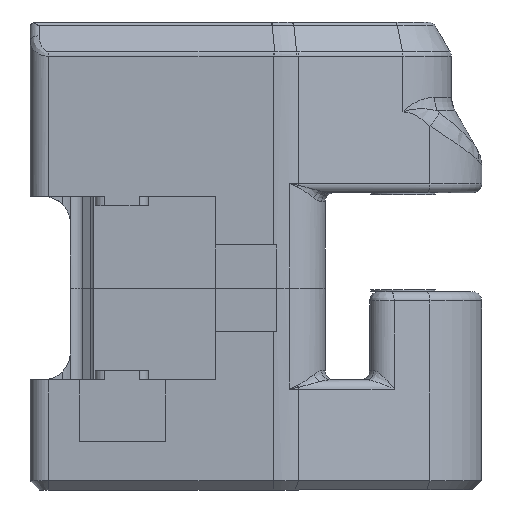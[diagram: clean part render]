
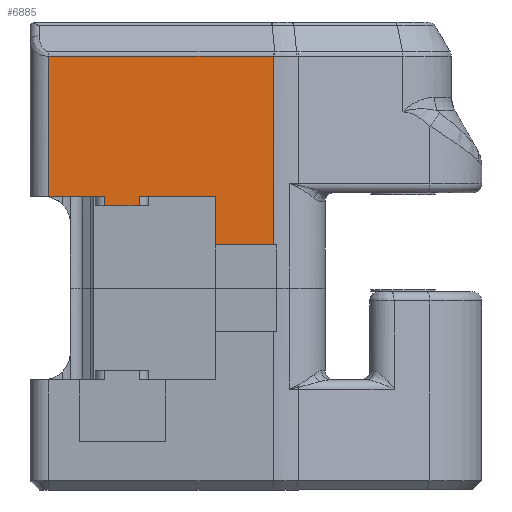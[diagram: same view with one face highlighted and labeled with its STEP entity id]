
A CAD part, left-side view. The second image highlights one B-rep face of the part: STEP entity #6885.
In plain terms, the highlighted planar face has unit normal (-1, 0, 0).
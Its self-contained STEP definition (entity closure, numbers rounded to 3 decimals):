
#205=PLANE('',#7369);
#427=FACE_OUTER_BOUND('',#852,.T.);
#852=EDGE_LOOP('',(#4861,#4862,#4863,#4864,#4865,#4866,#4867,#4868,#4869,
#4870));
#1328=LINE('',#10220,#1949);
#1412=LINE('',#10630,#2033);
#1413=LINE('',#10634,#2034);
#1414=LINE('',#10636,#2035);
#1415=LINE('',#10638,#2036);
#1416=LINE('',#10640,#2037);
#1417=LINE('',#10642,#2038);
#1418=LINE('',#10644,#2039);
#1419=LINE('',#10646,#2040);
#1420=LINE('',#10647,#2041);
#1949=VECTOR('',#8063,10.);
#2033=VECTOR('',#8321,10.);
#2034=VECTOR('',#8326,10.);
#2035=VECTOR('',#8327,10.);
#2036=VECTOR('',#8328,10.);
#2037=VECTOR('',#8329,10.);
#2038=VECTOR('',#8330,10.);
#2039=VECTOR('',#8331,10.);
#2040=VECTOR('',#8332,10.);
#2041=VECTOR('',#8333,10.);
#2914=VERTEX_POINT('',#10217);
#2915=VERTEX_POINT('',#10219);
#3039=VERTEX_POINT('',#10629);
#3040=VERTEX_POINT('',#10633);
#3041=VERTEX_POINT('',#10635);
#3042=VERTEX_POINT('',#10637);
#3043=VERTEX_POINT('',#10639);
#3044=VERTEX_POINT('',#10641);
#3045=VERTEX_POINT('',#10643);
#3046=VERTEX_POINT('',#10645);
#3572=EDGE_CURVE('',#2915,#2914,#1328,.T.);
#3728=EDGE_CURVE('',#2915,#3039,#1412,.T.);
#3730=EDGE_CURVE('',#3040,#2914,#1413,.T.);
#3731=EDGE_CURVE('',#3041,#3040,#1414,.T.);
#3732=EDGE_CURVE('',#3042,#3041,#1415,.T.);
#3733=EDGE_CURVE('',#3042,#3043,#1416,.T.);
#3734=EDGE_CURVE('',#3043,#3044,#1417,.T.);
#3735=EDGE_CURVE('',#3045,#3044,#1418,.T.);
#3736=EDGE_CURVE('',#3045,#3046,#1419,.T.);
#3737=EDGE_CURVE('',#3046,#3039,#1420,.T.);
#4861=ORIENTED_EDGE('',*,*,#3728,.F.);
#4862=ORIENTED_EDGE('',*,*,#3572,.T.);
#4863=ORIENTED_EDGE('',*,*,#3730,.F.);
#4864=ORIENTED_EDGE('',*,*,#3731,.F.);
#4865=ORIENTED_EDGE('',*,*,#3732,.F.);
#4866=ORIENTED_EDGE('',*,*,#3733,.T.);
#4867=ORIENTED_EDGE('',*,*,#3734,.T.);
#4868=ORIENTED_EDGE('',*,*,#3735,.F.);
#4869=ORIENTED_EDGE('',*,*,#3736,.T.);
#4870=ORIENTED_EDGE('',*,*,#3737,.T.);
#6885=ADVANCED_FACE('',(#427),#205,.T.);
#7369=AXIS2_PLACEMENT_3D('',#10632,#8324,#8325);
#8063=DIRECTION('',(0.,-1.,0.));
#8321=DIRECTION('',(0.,0.,1.));
#8324=DIRECTION('center_axis',(-1.,0.,0.));
#8325=DIRECTION('ref_axis',(0.,-1.,0.));
#8326=DIRECTION('',(0.,0.,1.));
#8327=DIRECTION('',(0.,1.,0.));
#8328=DIRECTION('',(0.,0.,-1.));
#8329=DIRECTION('',(0.,-1.,0.));
#8330=DIRECTION('',(0.,0.,-1.));
#8331=DIRECTION('',(0.,1.,0.));
#8332=DIRECTION('',(0.,0.,1.));
#8333=DIRECTION('',(0.,1.,0.));
#10217=CARTESIAN_POINT('',(354.,37.8,-20.));
#10219=CARTESIAN_POINT('',(354.,43.9,-20.));
#10220=CARTESIAN_POINT('',(354.,17.981,-20.));
#10629=CARTESIAN_POINT('',(354.,43.9,-4.732));
#10630=CARTESIAN_POINT('',(354.,43.9,-20.));
#10632=CARTESIAN_POINT('Origin',(354.,43.9,-20.));
#10633=CARTESIAN_POINT('',(354.,37.8,-21.));
#10634=CARTESIAN_POINT('',(354.,37.8,-10.5));
#10635=CARTESIAN_POINT('',(354.,34.,-21.));
#10636=CARTESIAN_POINT('',(354.,33.,-21.));
#10637=CARTESIAN_POINT('',(354.,34.,-20.));
#10638=CARTESIAN_POINT('',(354.,34.,-10.5));
#10639=CARTESIAN_POINT('',(354.,25.74,-20.));
#10640=CARTESIAN_POINT('',(354.,17.981,-20.));
#10641=CARTESIAN_POINT('',(354.,25.74,-25.3));
#10642=CARTESIAN_POINT('',(354.,25.74,-20.));
#10643=CARTESIAN_POINT('',(354.,19.391,-25.3));
#10644=CARTESIAN_POINT('',(354.,32.47,-25.3));
#10645=CARTESIAN_POINT('',(354.,19.391,-4.732));
#10646=CARTESIAN_POINT('',(354.,19.391,-1.));
#10647=CARTESIAN_POINT('',(354.,40.163,-4.732));
